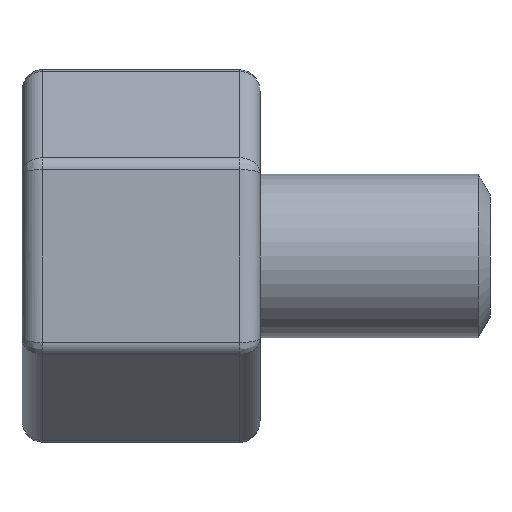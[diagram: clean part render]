
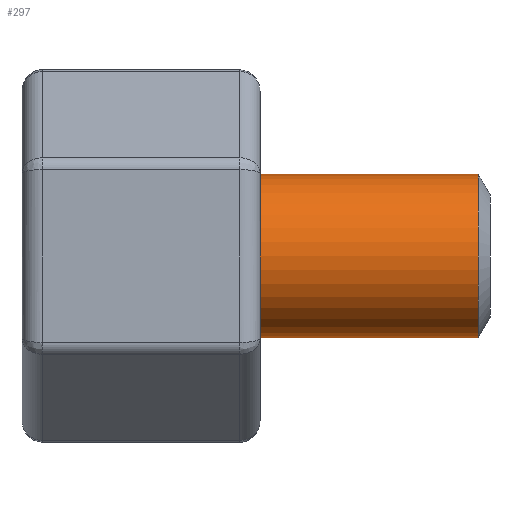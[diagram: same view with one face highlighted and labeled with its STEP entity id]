
A CAD part, front view. The second image highlights one B-rep face of the part: STEP entity #297.
In plain terms, the highlighted cylindrical face has radius 6 mm (diameter 12 mm), a full revolution.
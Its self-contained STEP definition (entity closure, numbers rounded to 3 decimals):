
#248=CYLINDRICAL_SURFACE('',#877,6.);
#297=ADVANCED_FACE('',(#380,#381),#248,.T.);
#380=FACE_BOUND('',#425,.T.);
#381=FACE_BOUND('',#426,.T.);
#425=EDGE_LOOP('',(#505));
#426=EDGE_LOOP('',(#506));
#505=ORIENTED_EDGE('',*,*,#720,.T.);
#506=ORIENTED_EDGE('',*,*,#734,.F.);
#662=VERTEX_POINT('',#1209);
#676=VERTEX_POINT('',#1251);
#720=EDGE_CURVE('',#662,#662,#813,.T.);
#734=EDGE_CURVE('',#676,#676,#827,.T.);
#813=CIRCLE('',#847,6.);
#827=CIRCLE('',#875,6.);
#847=AXIS2_PLACEMENT_3D('',#1208,#957,#958);
#875=AXIS2_PLACEMENT_3D('',#1250,#1013,#1014);
#877=AXIS2_PLACEMENT_3D('',#1253,#1017,#1018);
#957=DIRECTION('',(-1.,0.,0.));
#958=DIRECTION('',(0.,0.,1.));
#1013=DIRECTION('',(-1.,0.,0.));
#1014=DIRECTION('',(0.,0.,1.));
#1017=DIRECTION('',(-1.,0.,0.));
#1018=DIRECTION('',(0.,0.,1.));
#1208=CARTESIAN_POINT('',(31.634,0.,0.));
#1209=CARTESIAN_POINT('',(31.634,0.,6.));
#1250=CARTESIAN_POINT('',(13.,0.,0.));
#1251=CARTESIAN_POINT('',(13.,0.,6.));
#1253=CARTESIAN_POINT('',(0.,0.,0.));
